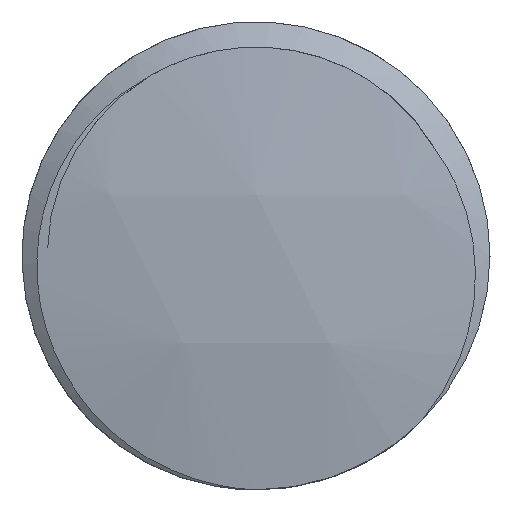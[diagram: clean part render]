
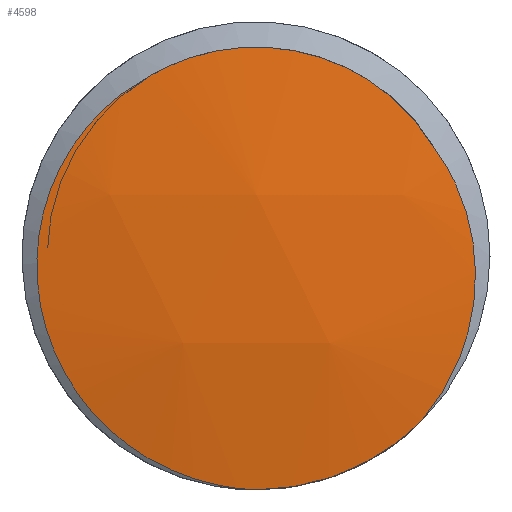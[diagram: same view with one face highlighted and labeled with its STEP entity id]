
A CAD part, left-side view. The second image highlights one B-rep face of the part: STEP entity #4598.
In plain terms, the highlighted spherical face has radius 50.5 mm.
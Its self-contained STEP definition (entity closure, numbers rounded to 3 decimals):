
#297 = CARTESIAN_POINT ( 'NONE',  ( 1., -7.085, -7.057 ) ) ;
#316 = CARTESIAN_POINT ( 'NONE',  ( 0.937, -8.876, -3.887 ) ) ;
#323 = DIRECTION ( 'NONE',  ( 0., 1., 0. ) ) ;
#327 = CARTESIAN_POINT ( 'NONE',  ( 0.846, -9.065, 1.594 ) ) ;
#353 = CARTESIAN_POINT ( 'NONE',  ( 0.991, 1.089, -9.955 ) ) ;
#369 = CARTESIAN_POINT ( 'NONE',  ( 0.931, -8.983, -3.536 ) ) ;
#424 = CARTESIAN_POINT ( 'NONE',  ( 0.886, -9.393, -0.834 ) ) ;
#577 = ORIENTED_EDGE ( 'NONE', *, *, #2596, .T. ) ;
#701 = CARTESIAN_POINT ( 'NONE',  ( 0.934, -8.938, -3.685 ) ) ;
#713 = CARTESIAN_POINT ( 'NONE',  ( 0.794, -7.689, 4.516 ) ) ;
#731 = CARTESIAN_POINT ( 'NONE',  ( 0.959, -8.394, -5.043 ) ) ;
#741 = CARTESIAN_POINT ( 'NONE',  ( 0.794, 4.49, 7.704 ) ) ;
#758 = CARTESIAN_POINT ( 'NONE',  ( 0.953, -8.525, -4.766 ) ) ;
#785 = CARTESIAN_POINT ( 'NONE',  ( 0.991, -7.423, -6.654 ) ) ;
#806 = CARTESIAN_POINT ( 'NONE',  ( 50.5, 0., 0. ) ) ;
#811 = CARTESIAN_POINT ( 'NONE',  ( 0.93, -9.016, -3.427 ) ) ;
#1016 = VERTEX_POINT ( 'NONE', #3772 ) ;
#1095 = EDGE_LOOP ( 'NONE', ( #4993, #577, #1288, #3829 ) ) ;
#1184 = CARTESIAN_POINT ( 'NONE',  ( 0.81, 6.146, 6.659 ) ) ;
#1209 = CARTESIAN_POINT ( 'NONE',  ( 0.835, 8.078, 4.399 ) ) ;
#1288 = ORIENTED_EDGE ( 'NONE', *, *, #2158, .T. ) ;
#1342 = B_SPLINE_CURVE_WITH_KNOTS ( 'NONE', 3,
 ( #3789, #3738, #2588, #3397, #2177, #2930, #4955, #2977, #2639, #1817 ),
 .UNSPECIFIED., .F., .F.,
 ( 4, 2, 2, 2, 4 ),
 ( 0., 0.25, 0.5, 0.75, 1. ),
 .UNSPECIFIED. ) ;
#1484 = CARTESIAN_POINT ( 'NONE',  ( 0.982, -7.727, -6.227 ) ) ;
#1496 = CARTESIAN_POINT ( 'NONE',  ( 0.827, -8.744, 2.736 ) ) ;
#1523 = CARTESIAN_POINT ( 'NONE',  ( 0.854, -9.185, 1.087 ) ) ;
#1539 = CARTESIAN_POINT ( 'NONE',  ( 0.946, -8.706, -4.34 ) ) ;
#1549 = CARTESIAN_POINT ( 'NONE',  ( 0.955, 5.101, -8.405 ) ) ;
#1566 = CARTESIAN_POINT ( 'NONE',  ( 0.903, -9.325, -1.88 ) ) ;
#1577 = CARTESIAN_POINT ( 'NONE',  ( 0.929, 7.425, -6.236 ) ) ;
#1817 = CARTESIAN_POINT ( 'NONE',  ( 0.794, 4.49, 7.704 ) ) ;
#1866 = CARTESIAN_POINT ( 'NONE',  ( 1., 0., 0. ) ) ;
#1906 = CARTESIAN_POINT ( 'NONE',  ( 0.932, -8.971, -3.577 ) ) ;
#1944 = CARTESIAN_POINT ( 'NONE',  ( 1., 0., -10. ) ) ;
#1960 = CARTESIAN_POINT ( 'NONE',  ( 0.931, -8.99, -3.513 ) ) ;
#1985 = CARTESIAN_POINT ( 'NONE',  ( 0.953, -8.536, -4.74 ) ) ;
#2011 = CARTESIAN_POINT ( 'NONE',  ( 0.957, -8.437, -4.956 ) ) ;
#2021 = CARTESIAN_POINT ( 'NONE',  ( 0.802, 5.352, 7.254 ) ) ;
#2046 = CARTESIAN_POINT ( 'NONE',  ( 0.851, 8.922, 2.582 ) ) ;
#2158 = EDGE_CURVE ( 'NONE', #3015, #4138, #4335, .T. ) ;
#2177 = CARTESIAN_POINT ( 'NONE',  ( 0.794, -3.385, 8.332 ) ) ;
#2272 = CARTESIAN_POINT ( 'NONE',  ( 1., 0., -10. ) ) ;
#2287 = CARTESIAN_POINT ( 'NONE',  ( 0.923, -9.122, -3.034 ) ) ;
#2314 = CARTESIAN_POINT ( 'NONE',  ( 0.964, -8.251, -5.332 ) ) ;
#2324 = CARTESIAN_POINT ( 'NONE',  ( 0.937, 6.729, -7.045 ) ) ;
#2325 = DIRECTION ( 'NONE',  ( 0., 0., 1. ) ) ;
#2342 = CARTESIAN_POINT ( 'NONE',  ( 0.932, -8.978, -3.553 ) ) ;
#2369 = CARTESIAN_POINT ( 'NONE',  ( 0.954, -8.51, -4.798 ) ) ;
#2395 = CARTESIAN_POINT ( 'NONE',  ( 0.917, -9.208, -2.654 ) ) ;
#2588 = CARTESIAN_POINT ( 'NONE',  ( 0.794, -6.31, 6.407 ) ) ;
#2596 = EDGE_CURVE ( 'NONE', #2601, #3015, #3503, .T. ) ;
#2601 = VERTEX_POINT ( 'NONE', #2272 ) ;
#2639 = CARTESIAN_POINT ( 'NONE',  ( 0.794, 3.484, 8.291 ) ) ;
#2713 = CARTESIAN_POINT ( 'NONE',  ( 0.81, -8.285, 3.685 ) ) ;
#2730 = CARTESIAN_POINT ( 'NONE',  ( 0.932, -8.98, -3.548 ) ) ;
#2758 = EDGE_CURVE ( 'NONE', #4138, #1016, #1342, .T. ) ;
#2784 = CARTESIAN_POINT ( 'NONE',  ( 0.954, -8.504, -4.811 ) ) ;
#2793 = CARTESIAN_POINT ( 'NONE',  ( 0.86, 9.197, 1.597 ) ) ;
#2817 = CARTESIAN_POINT ( 'NONE',  ( 0.902, 8.907, -3.473 ) ) ;
#2930 = CARTESIAN_POINT ( 'NONE',  ( 0.794, -1.131, 8.922 ) ) ;
#2970 = SPHERICAL_SURFACE ( 'NONE', #4564, 50.5 ) ;
#2977 = CARTESIAN_POINT ( 'NONE',  ( 0.794, 2.362, 8.678 ) ) ;
#3015 = VERTEX_POINT ( 'NONE', #297 ) ;
#3066 = CARTESIAN_POINT ( 'NONE',  ( 0.877, -9.379, -0.313 ) ) ;
#3123 = CARTESIAN_POINT ( 'NONE',  ( 0.932, -8.974, -3.565 ) ) ;
#3134 = CARTESIAN_POINT ( 'NONE',  ( 0.852, -9.159, 1.209 ) ) ;
#3238 = CARTESIAN_POINT ( 'NONE',  ( 0.885, 9.357, -1.461 ) ) ;
#3397 = CARTESIAN_POINT ( 'NONE',  ( 0.794, -4.453, 7.813 ) ) ;
#3446 = DIRECTION ( 'NONE',  ( -1., 0., 0. ) ) ;
#3451 = B_SPLINE_CURVE_WITH_KNOTS ( 'NONE', 3,
 ( #741, #2021, #1184, #3579, #1209, #2046, #2793, #4795, #3238, #2817, #5133, #1577, #2324, #1549, #4404, #3915, #353, #1944 ),
 .UNSPECIFIED., .F., .F.,
 ( 4, 2, 2, 2, 2, 2, 2, 2, 4 ),
 ( 0., 0.125, 0.25, 0.375, 0.5, 0.625, 0.75, 0.875, 1. ),
 .UNSPECIFIED. ) ;
#3488 = CARTESIAN_POINT ( 'NONE',  ( 0.913, -9.254, -2.402 ) ) ;
#3503 = CIRCLE ( 'NONE', #4332, 10. ) ;
#3526 = CARTESIAN_POINT ( 'NONE',  ( 0.86, -9.257, 0.71 ) ) ;
#3541 = CARTESIAN_POINT ( 'NONE',  ( 0.949, -8.636, -4.516 ) ) ;
#3568 = CARTESIAN_POINT ( 'NONE',  ( 0.932, -8.977, -3.555 ) ) ;
#3579 = CARTESIAN_POINT ( 'NONE',  ( 0.826, 7.509, 5.231 ) ) ;
#3738 = CARTESIAN_POINT ( 'NONE',  ( 0.794, -7.099, 5.521 ) ) ;
#3772 = CARTESIAN_POINT ( 'NONE',  ( 0.794, 4.49, 7.704 ) ) ;
#3789 = CARTESIAN_POINT ( 'NONE',  ( 0.794, -7.689, 4.516 ) ) ;
#3807 = DIRECTION ( 'NONE',  ( 0., 0., -1. ) ) ;
#3829 = ORIENTED_EDGE ( 'NONE', *, *, #2758, .T. ) ;
#3878 = CARTESIAN_POINT ( 'NONE',  ( 1., -7.085, -7.057 ) ) ;
#3915 = CARTESIAN_POINT ( 'NONE',  ( 0.982, 2.163, -9.731 ) ) ;
#3932 = CARTESIAN_POINT ( 'NONE',  ( 0.954, -8.508, -4.803 ) ) ;
#3985 = CARTESIAN_POINT ( 'NONE',  ( 0.899, -9.35, -1.618 ) ) ;
#4138 = VERTEX_POINT ( 'NONE', #4537 ) ;
#4262 = CARTESIAN_POINT ( 'NONE',  ( 0.954, -8.499, -4.822 ) ) ;
#4291 = CARTESIAN_POINT ( 'NONE',  ( 0.969, -8.127, -5.559 ) ) ;
#4332 = AXIS2_PLACEMENT_3D ( 'NONE', #1866, #3446, #2325 ) ;
#4335 = B_SPLINE_CURVE_WITH_KNOTS ( 'NONE', 3,
 ( #3878, #785, #1484, #4291, #2314, #731, #2011, #5097, #4262, #2784, #3932, #2369, #758, #1985, #3541, #1539, #316, #701, #1906, #3123, #3568, #2342, #2730, #369, #1960, #811, #5123, #2287, #2395, #3488, #1566, #3985, #424, #3066, #5081, #3526, #1523, #3134, #5053, #327, #1496, #2713, #713 ),
 .UNSPECIFIED., .F., .F.,
 ( 4, 2, 2, 1, 1, 1, 2, 2, 2, 2, 2, 1, 2, 2, 1, 1, 1, 2, 2, 2, 2, 2, 2, 2, 4 ),
 ( 0., 0.125, 0.187, 0.203, 0.211, 0.213, 0.214, 0.215, 0.219, 0.25, 0.312, 0.32, 0.321, 0.322, 0.324, 0.328, 0.344, 0.375, 0.437, 0.5, 0.625, 0.687, 0.719, 0.75, 1. ),
 .UNSPECIFIED. ) ;
#4404 = CARTESIAN_POINT ( 'NONE',  ( 0.964, 4.169, -8.956 ) ) ;
#4537 = CARTESIAN_POINT ( 'NONE',  ( 0.794, -7.689, 4.516 ) ) ;
#4564 = AXIS2_PLACEMENT_3D ( 'NONE', #806, #3807, #323 ) ;
#4598 = ADVANCED_FACE ( 'NONE', ( #4947 ), #2970, .T. ) ;
#4795 = CARTESIAN_POINT ( 'NONE',  ( 0.877, 9.414, -0.425 ) ) ;
#4947 = FACE_OUTER_BOUND ( 'NONE', #1095, .T. ) ;
#4955 = CARTESIAN_POINT ( 'NONE',  ( 0.794, 0.053, 8.993 ) ) ;
#4993 = ORIENTED_EDGE ( 'NONE', *, *, #5075, .T. ) ;
#5053 = CARTESIAN_POINT ( 'NONE',  ( 0.848, -9.098, 1.467 ) ) ;
#5075 = EDGE_CURVE ( 'NONE', #1016, #2601, #3451, .T. ) ;
#5081 = CARTESIAN_POINT ( 'NONE',  ( 0.864, -9.295, 0.456 ) ) ;
#5097 = CARTESIAN_POINT ( 'NONE',  ( 0.955, -8.481, -4.862 ) ) ;
#5123 = CARTESIAN_POINT ( 'NONE',  ( 0.926, -9.074, -3.223 ) ) ;
#5133 = CARTESIAN_POINT ( 'NONE',  ( 0.911, 8.514, -4.45 ) ) ;
